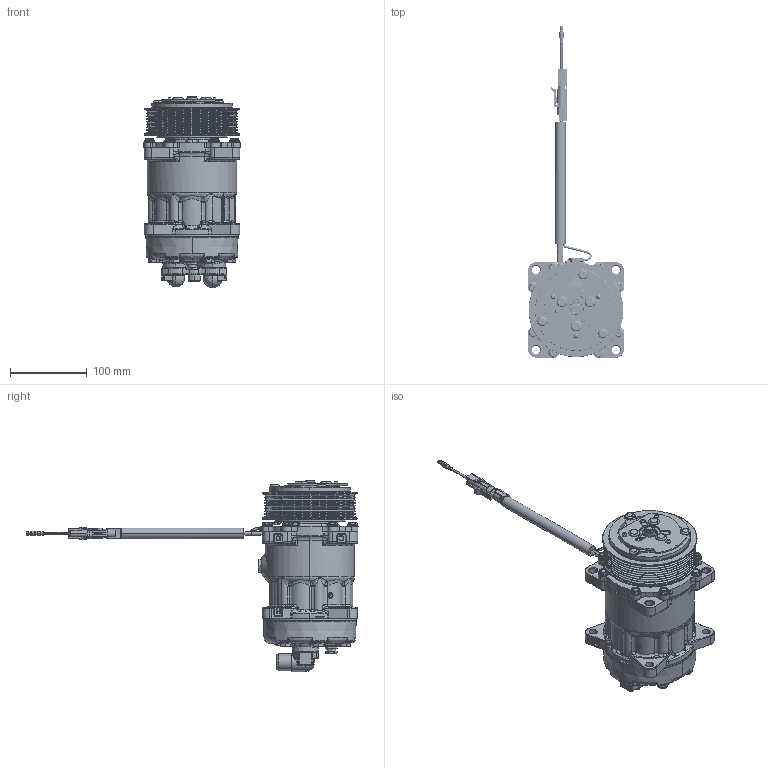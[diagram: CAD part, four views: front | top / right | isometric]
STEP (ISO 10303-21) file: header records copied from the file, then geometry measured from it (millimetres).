
FILE_DESCRIPTION (( 'STEP AP203' ), '1' );
FILE_NAME ('SANDEN_4460_REV_D_COMPR_AC1.STEP', '2010-11-05T14:11:57', ( '' ), ( '' ), 'SwSTEP 2.0', 'SolidWorks 2010', '' );
FILE_SCHEMA (( 'CONFIG_CONTROL_DESIGN' ));
Length unit declared in the file: millimetre
Products named in the file (1): SANDEN_4460_REV_D_COMPR_AC1
Bounding box: 125 x 431.33 x 248.49 mm (x, y, z)
Volume: 2219024.2 mm3; surface area: 273913.1 mm2
Topology: 3 solids, 23 shells, 2917 faces, 7443 edges, 4610 vertices
Faces by surface type: cylinder 790, plane 788, bspline 707, cone 359, torus 228, sphere 45
Entity records: 196422 total; most frequent: CARTESIAN_POINT 135305, ORIENTED_EDGE 14734, DIRECTION 9681, EDGE_CURVE 7367, VERTEX_POINT 4597, AXIS2_PLACEMENT_3D 3712, B_SPLINE_CURVE_WITH_KNOTS 3298, EDGE_LOOP 3124
